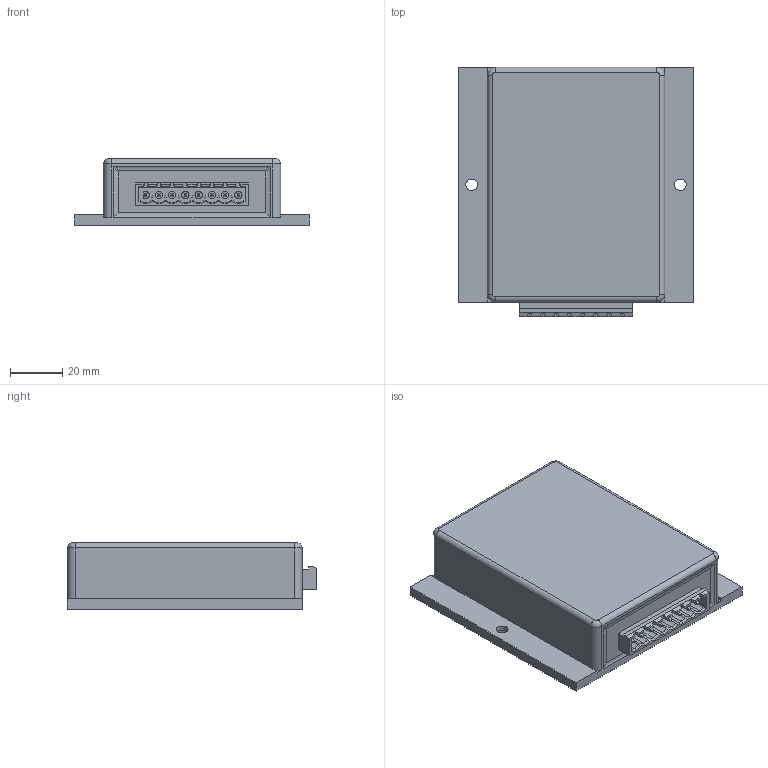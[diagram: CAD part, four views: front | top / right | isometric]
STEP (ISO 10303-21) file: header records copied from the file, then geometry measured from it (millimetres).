
FILE_DESCRIPTION(/* description */ ('Alibre Inc.'),/* implementation_level */ '2;1');
FILE_NAME(/* name */ 'export-0F71B92E-3F55-47A4-9A02-2C09D5AD5C65',/* time_stamp */ '2020-02-28T10:09:36+01:00',/* author */ (''),/* organization */ (''),/* preprocessor_version */ 'ST-DEVELOPER v17',/* originating_system */ 'Alibre',/* authorisation */ '');
FILE_SCHEMA (('CONFIG_CONTROL_DESIGN'));
Length unit declared in the file: centimetre
Bounding box: 90 x 95.5 x 25.5 mm (x, y, z)
Volume: 163134.4 mm3; surface area: 25782.9 mm2
Topology: 1 solids, 1 shells, 275 faces, 672 edges, 422 vertices
Faces by surface type: plane 204, cylinder 47, cone 18, torus 4, bspline 2
Full cylindrical faces by diameter (mm): 4.5 x2
Entity records: 7732 total; most frequent: CARTESIAN_POINT 1616, ORIENTED_EDGE 1328, DIRECTION 942, EDGE_CURVE 664, VECTOR 514, LINE 514, VERTEX_POINT 420, AXIS2_PLACEMENT_3D 314
